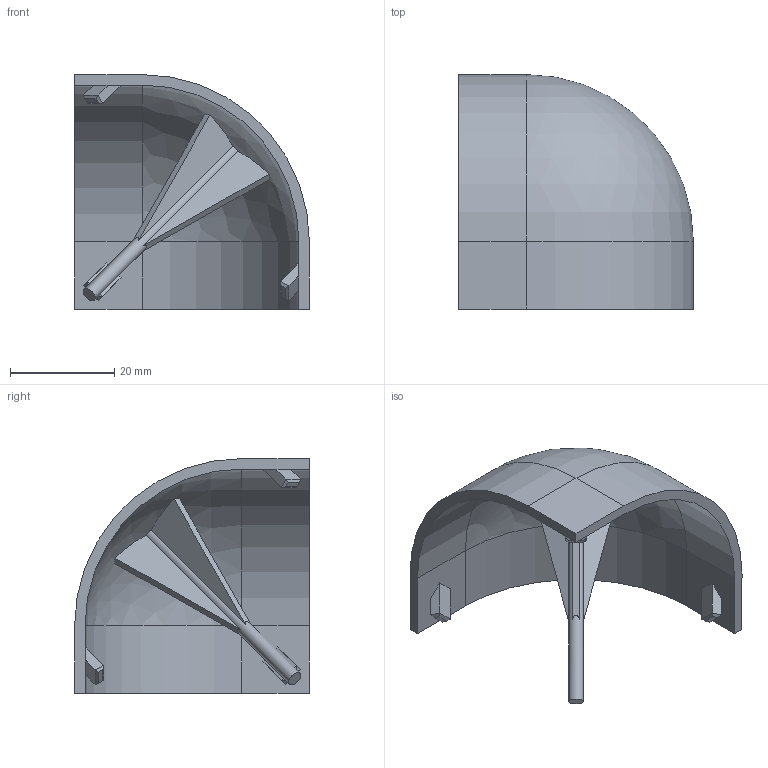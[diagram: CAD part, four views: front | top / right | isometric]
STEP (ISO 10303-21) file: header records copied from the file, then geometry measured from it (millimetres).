
FILE_DESCRIPTION(/* description */ ('TAPPO TONDO GIUNTO A 3 VIE GRIGIO'),/* implementation_level */ '2;1');
FILE_NAME(/* name */ '18.104.00N.stp',/* time_stamp */ '2015-02-11T17:08:51+01:00',/* author */ ('SJouini'),/* organization */ (''),/* preprocessor_version */ 'ST-DEVELOPER v15.2',/* originating_system */ 'Autodesk Inventor 2014',/* authorisation */ '');
FILE_SCHEMA (('AUTOMOTIVE_DESIGN { 1 0 10303 214 3 1 1 }'));
Length unit declared in the file: millimetre
Products named in the file (2): 18.104.00G; 18.104.00N
Bounding box: 45 x 45 x 45 mm (x, y, z)
Volume: 8835.3 mm3; surface area: 9623.7 mm2
Topology: 1 solids, 1 shells, 55 faces, 131 edges, 80 vertices
Faces by surface type: plane 46, cylinder 7, sphere 2
Full cylindrical faces by diameter (mm): 2.8 x1
Entity records: 1573 total; most frequent: DIRECTION 271, CARTESIAN_POINT 264, ORIENTED_EDGE 254, EDGE_CURVE 127, LINE 99, VECTOR 99, AXIS2_PLACEMENT_3D 86, VERTEX_POINT 79
